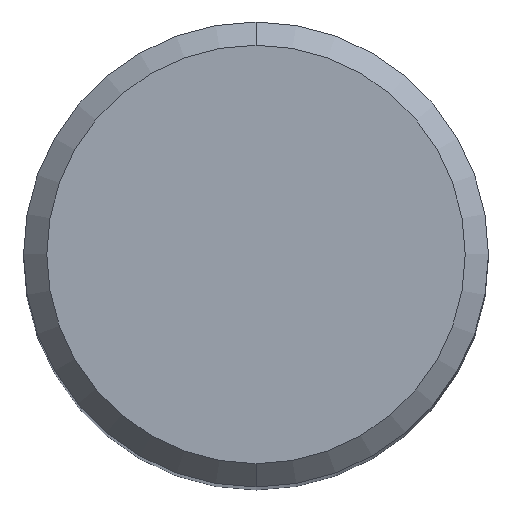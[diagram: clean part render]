
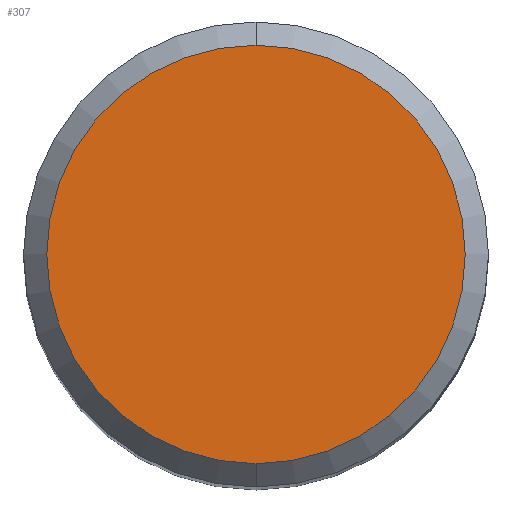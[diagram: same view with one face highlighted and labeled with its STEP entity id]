
A CAD part, top view. The second image highlights one B-rep face of the part: STEP entity #307.
In plain terms, the highlighted planar face has unit normal (0, 0, 1).
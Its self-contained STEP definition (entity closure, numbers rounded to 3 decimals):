
#213=EDGE_CURVE('',#251,#399,#523,.T.);
#251=VERTEX_POINT('',#565);
#279=EDGE_CURVE('',#399,#251,#595,.T.);
#307=ADVANCED_FACE('',(#625),#626,.T.);
#399=VERTEX_POINT('',#730);
#523=CIRCLE('',#918,5.4);
#565=CARTESIAN_POINT('',(0.0,5.4,0.0));
#595=CIRCLE('',#1053,5.4);
#625=FACE_OUTER_BOUND('',#1137,.T.);
#626=PLANE('',#1138);
#730=CARTESIAN_POINT('',(0.,-5.4,0.0));
#918=AXIS2_PLACEMENT_3D('',#1549,#1550,#1551);
#1053=AXIS2_PLACEMENT_3D('',#1618,#1619,#1620);
#1137=EDGE_LOOP('',(#1644,#1645));
#1138=AXIS2_PLACEMENT_3D('',#1646,#1647,#1648);
#1549=CARTESIAN_POINT('',(0.0,0.0,0.0));
#1550=DIRECTION('',(0.0,0.0,-1.0));
#1551=DIRECTION('',(0.0,1.0,0.0));
#1618=CARTESIAN_POINT('',(0.0,0.0,0.0));
#1619=DIRECTION('',(0.0,0.0,-1.0));
#1620=DIRECTION('',(0.0,1.0,0.0));
#1644=ORIENTED_EDGE('',*,*,#213,.F.);
#1645=ORIENTED_EDGE('',*,*,#279,.F.);
#1646=CARTESIAN_POINT('',(0.0,2.7,0.0));
#1647=DIRECTION('',(-0.0,0.0,1.0));
#1648=DIRECTION('',(0.0,-1.0,0.0));
